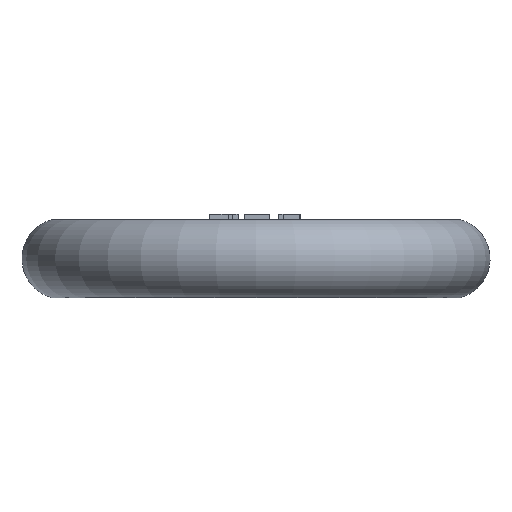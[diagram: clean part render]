
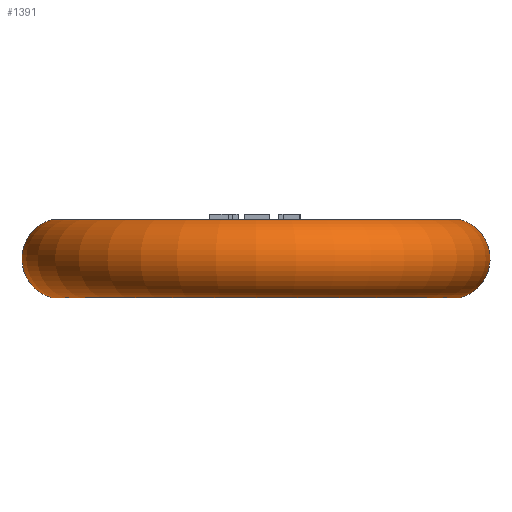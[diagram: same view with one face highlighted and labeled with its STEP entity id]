
A CAD part, front view. The second image highlights one B-rep face of the part: STEP entity #1391.
In plain terms, the highlighted toroidal (fillet/blend) face has major radius 24.714 mm and minor radius 5.163 mm.
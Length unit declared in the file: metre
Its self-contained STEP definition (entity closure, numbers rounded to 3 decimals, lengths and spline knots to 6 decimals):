
#28=TOROIDAL_SURFACE('',#1500,0.024714,0.005163);
#67=B_SPLINE_CURVE_WITH_KNOTS('',3,(#2480,#2481,#2482,#2483,#2484,#2485,
#2486),.UNSPECIFIED.,.F.,.F.,(4,1,1,1,4),(0.000079,0.003465,
0.006851,0.010236,0.013622),.UNSPECIFIED.);
#68=B_SPLINE_CURVE_WITH_KNOTS('',3,(#2488,#2489,#2490,#2491,#2492,#2493,
#2494),.UNSPECIFIED.,.F.,.F.,(4,1,1,1,4),(0.,0.003392,0.006784,
0.010176,0.013568),.UNSPECIFIED.);
#377=CIRCLE('',#1458,0.026);
#383=CIRCLE('',#1465,0.026);
#753=ORIENTED_EDGE('',*,*,#966,.F.);
#754=ORIENTED_EDGE('',*,*,#891,.F.);
#755=ORIENTED_EDGE('',*,*,#965,.T.);
#756=ORIENTED_EDGE('',*,*,#852,.T.);
#852=EDGE_CURVE('',#1028,#1027,#377,.T.);
#891=EDGE_CURVE('',#1064,#1065,#383,.T.);
#965=EDGE_CURVE('',#1064,#1028,#67,.T.);
#966=EDGE_CURVE('',#1065,#1027,#68,.T.);
#1027=VERTEX_POINT('',#1993);
#1028=VERTEX_POINT('',#1995);
#1064=VERTEX_POINT('',#2112);
#1065=VERTEX_POINT('',#2114);
#1196=EDGE_LOOP('',(#753,#754,#755,#756));
#1297=FACE_BOUND('',#1196,.T.);
#1391=ADVANCED_FACE('',(#1297),#28,.T.);
#1458=AXIS2_PLACEMENT_3D('',#1994,#1652,#1653);
#1465=AXIS2_PLACEMENT_3D('',#2113,#1686,#1687);
#1500=AXIS2_PLACEMENT_3D('',#2487,#1804,#1805);
#1652=DIRECTION('',(0.,0.,1.));
#1653=DIRECTION('',(1.,0.,0.));
#1686=DIRECTION('',(0.,0.,1.));
#1687=DIRECTION('',(1.,0.,0.));
#1804=DIRECTION('',(0.,0.,1.));
#1805=DIRECTION('',(1.,0.,0.));
#1993=CARTESIAN_POINT('',(0.020494,0.016,0.));
#1994=CARTESIAN_POINT('',(0.,0.,0.));
#1995=CARTESIAN_POINT('',(-0.020494,0.016,0.));
#2112=CARTESIAN_POINT('',(-0.020494,0.016,0.01));
#2113=CARTESIAN_POINT('',(0.,0.,0.01));
#2114=CARTESIAN_POINT('',(0.020494,0.016,0.01));
#2480=CARTESIAN_POINT('',(-0.020494,0.016,0.01));
#2481=CARTESIAN_POINT('',(-0.021425,0.016605,0.009716));
#2482=CARTESIAN_POINT('',(-0.023087,0.017697,0.00841));
#2483=CARTESIAN_POINT('',(-0.024071,0.018348,0.005007));
#2484=CARTESIAN_POINT('',(-0.0231,0.017705,0.001606));
#2485=CARTESIAN_POINT('',(-0.021425,0.016604,0.000284));
#2486=CARTESIAN_POINT('',(-0.020494,0.016,0.));
#2487=CARTESIAN_POINT('',(0.,0.,0.005));
#2488=CARTESIAN_POINT('',(0.020494,0.016,0.01));
#2489=CARTESIAN_POINT('',(0.021426,0.016605,0.009715));
#2490=CARTESIAN_POINT('',(0.023088,0.017698,0.008408));
#2491=CARTESIAN_POINT('',(0.024073,0.018349,0.005003));
#2492=CARTESIAN_POINT('',(0.023094,0.017702,0.001599));
#2493=CARTESIAN_POINT('',(0.021426,0.016605,0.000285));
#2494=CARTESIAN_POINT('',(0.020494,0.016,0.));
